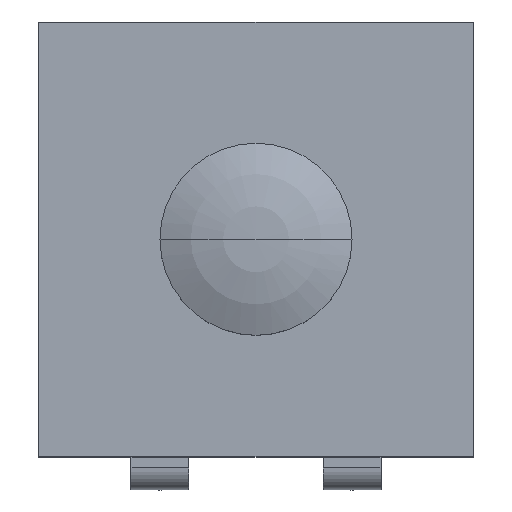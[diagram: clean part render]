
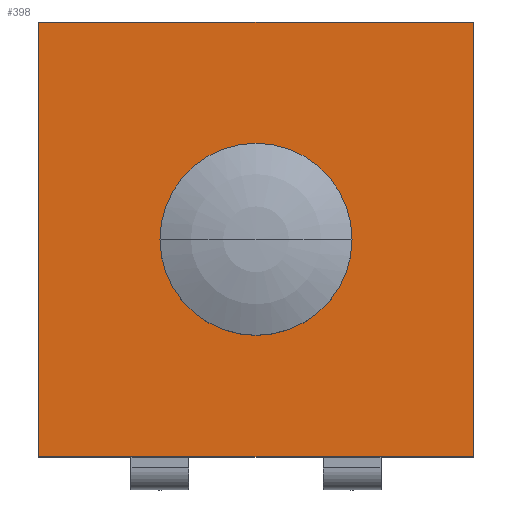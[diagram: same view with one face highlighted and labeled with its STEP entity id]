
A CAD part, top view. The second image highlights one B-rep face of the part: STEP entity #398.
In plain terms, the highlighted planar face has unit normal (0, 0, 1).
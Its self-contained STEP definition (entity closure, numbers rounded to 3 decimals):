
#31 = VECTOR ( 'NONE', #875, 1000. ) ;
#37 = CARTESIAN_POINT ( 'NONE',  ( 12., 12., 6.5 ) ) ;
#40 = EDGE_CURVE ( 'NONE', #869, #1053, #666, .T. ) ;
#55 = AXIS2_PLACEMENT_3D ( 'NONE', #338, #681, #764 ) ;
#59 = EDGE_LOOP ( 'NONE', ( #656, #179, #612, #433 ) ) ;
#76 = EDGE_CURVE ( 'NONE', #609, #1205, #959, .T. ) ;
#112 = FACE_OUTER_BOUND ( 'NONE', #59, .T. ) ;
#133 = DIRECTION ( 'NONE',  ( 0., 0., -1. ) ) ;
#138 = DIRECTION ( 'NONE',  ( 0., 0., -1. ) ) ;
#152 = VERTEX_POINT ( 'NONE', #1017 ) ;
#179 = ORIENTED_EDGE ( 'NONE', *, *, #358, .T. ) ;
#282 = EDGE_CURVE ( 'NONE', #152, #637, #938, .T. ) ;
#298 = DIRECTION ( 'NONE',  ( 0., -1., 0. ) ) ;
#333 = VECTOR ( 'NONE', #457, 1000. ) ;
#337 = CARTESIAN_POINT ( 'NONE',  ( 0., 0., 6.5 ) ) ;
#338 = CARTESIAN_POINT ( 'NONE',  ( 6., 6., 6.5 ) ) ;
#358 = EDGE_CURVE ( 'NONE', #637, #869, #644, .T. ) ;
#372 = VECTOR ( 'NONE', #298, 1000. ) ;
#389 = CARTESIAN_POINT ( 'NONE',  ( 0., 12., 6.5 ) ) ;
#398 = ADVANCED_FACE ( 'NONE', ( #456, #112 ), #701, .F. ) ;
#405 = CARTESIAN_POINT ( 'NONE',  ( 0., 0., 6.5 ) ) ;
#421 = AXIS2_PLACEMENT_3D ( 'NONE', #770, #138, #446 ) ;
#426 = AXIS2_PLACEMENT_3D ( 'NONE', #692, #133, #706 ) ;
#433 = ORIENTED_EDGE ( 'NONE', *, *, #1095, .T. ) ;
#446 = DIRECTION ( 'NONE',  ( -1., 0., 0. ) ) ;
#456 = FACE_BOUND ( 'NONE', #1199, .T. ) ;
#457 = DIRECTION ( 'NONE',  ( 0., 1., 0. ) ) ;
#529 = CARTESIAN_POINT ( 'NONE',  ( 8.65, 6., 6.5 ) ) ;
#580 = CARTESIAN_POINT ( 'NONE',  ( 0., 0., 6.5 ) ) ;
#590 = LINE ( 'NONE', #389, #1276 ) ;
#609 = VERTEX_POINT ( 'NONE', #1021 ) ;
#612 = ORIENTED_EDGE ( 'NONE', *, *, #40, .T. ) ;
#621 = ORIENTED_EDGE ( 'NONE', *, *, #1369, .T. ) ;
#637 = VERTEX_POINT ( 'NONE', #580 ) ;
#644 = LINE ( 'NONE', #337, #31 ) ;
#656 = ORIENTED_EDGE ( 'NONE', *, *, #282, .T. ) ;
#666 = LINE ( 'NONE', #992, #333 ) ;
#681 = DIRECTION ( 'NONE',  ( 0., 0., -1. ) ) ;
#692 = CARTESIAN_POINT ( 'NONE',  ( 0., 0., 6.5 ) ) ;
#701 = PLANE ( 'NONE',  #426 ) ;
#706 = DIRECTION ( 'NONE',  ( -1., 0., 0. ) ) ;
#764 = DIRECTION ( 'NONE',  ( -1., 0., 0. ) ) ;
#770 = CARTESIAN_POINT ( 'NONE',  ( 6., 6., 6.5 ) ) ;
#811 = ORIENTED_EDGE ( 'NONE', *, *, #76, .T. ) ;
#869 = VERTEX_POINT ( 'NONE', #1105 ) ;
#875 = DIRECTION ( 'NONE',  ( 1., 0., 0. ) ) ;
#938 = LINE ( 'NONE', #405, #372 ) ;
#959 = CIRCLE ( 'NONE', #55, 2.65 ) ;
#992 = CARTESIAN_POINT ( 'NONE',  ( 12., 0., 6.5 ) ) ;
#1015 = DIRECTION ( 'NONE',  ( -1., 0., 0. ) ) ;
#1017 = CARTESIAN_POINT ( 'NONE',  ( 0., 12., 6.5 ) ) ;
#1018 = CIRCLE ( 'NONE', #421, 2.65 ) ;
#1021 = CARTESIAN_POINT ( 'NONE',  ( 3.35, 6., 6.5 ) ) ;
#1053 = VERTEX_POINT ( 'NONE', #37 ) ;
#1095 = EDGE_CURVE ( 'NONE', #1053, #152, #590, .T. ) ;
#1105 = CARTESIAN_POINT ( 'NONE',  ( 12., 0., 6.5 ) ) ;
#1199 = EDGE_LOOP ( 'NONE', ( #811, #621 ) ) ;
#1205 = VERTEX_POINT ( 'NONE', #529 ) ;
#1276 = VECTOR ( 'NONE', #1015, 1000. ) ;
#1369 = EDGE_CURVE ( 'NONE', #1205, #609, #1018, .T. ) ;
